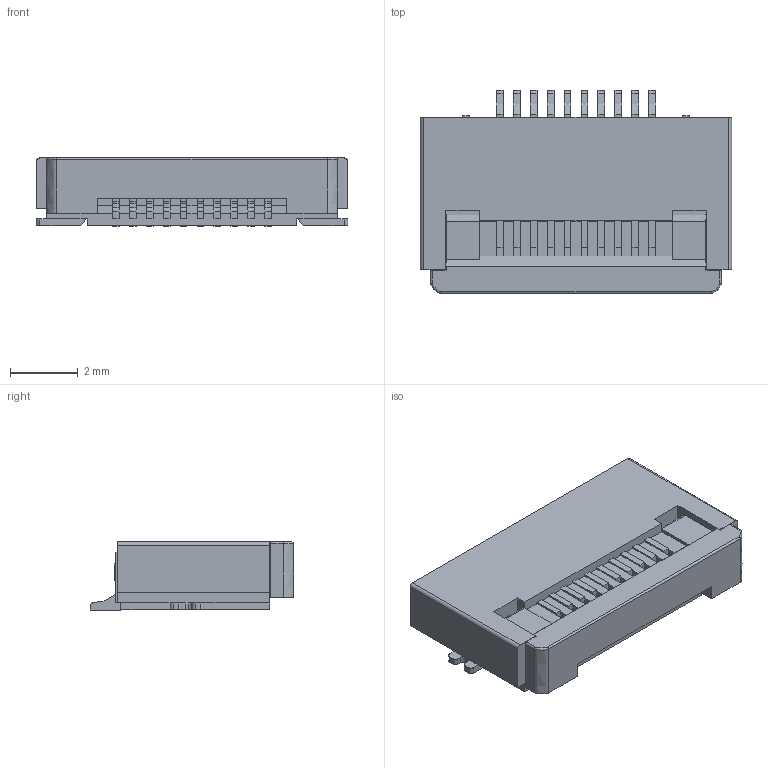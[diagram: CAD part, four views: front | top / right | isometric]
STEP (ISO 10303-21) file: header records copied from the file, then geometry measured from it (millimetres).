
FILE_DESCRIPTION (( 'STEP AP214' ), '1' );
FILE_NAME ('FPC0.5 2H-S-W-10P.STEP', '2016-12-21T05:05:54', ( '' ), ( '' ), 'SwSTEP 2.0', 'SolidWorks 2015', '' );
FILE_SCHEMA (( 'AUTOMOTIVE_DESIGN' ));
Length unit declared in the file: millimetre
Products named in the file (4): LOGOԲ0.25; FPC0.5 2H-W 竘褐; FPC0.5 2H-S-W-10P
Assembly tree (12 placements, depth 2):
  FPC0.5 2H-S-W-10P
    FPC0.5 2H-W 竘褐  x10
    LOGOԲ0.25
    FPC0.5 2H-S-W-10P
Bounding box: 9.2 x 6 x 2.01 mm (x, y, z)
Volume: 79 mm3; surface area: 479.9 mm2
Topology: 26 solids, 26 shells, 581 faces, 1589 edges, 1038 vertices
Faces by surface type: plane 477, cylinder 63, bspline 41
Entity records: 16699 total; most frequent: CARTESIAN_POINT 3086, ORIENTED_EDGE 2044, DIRECTION 1672, EDGE_CURVE 1022, VECTOR 840, LINE 840, VERTEX_POINT 660, AXIS2_PLACEMENT_3D 416
